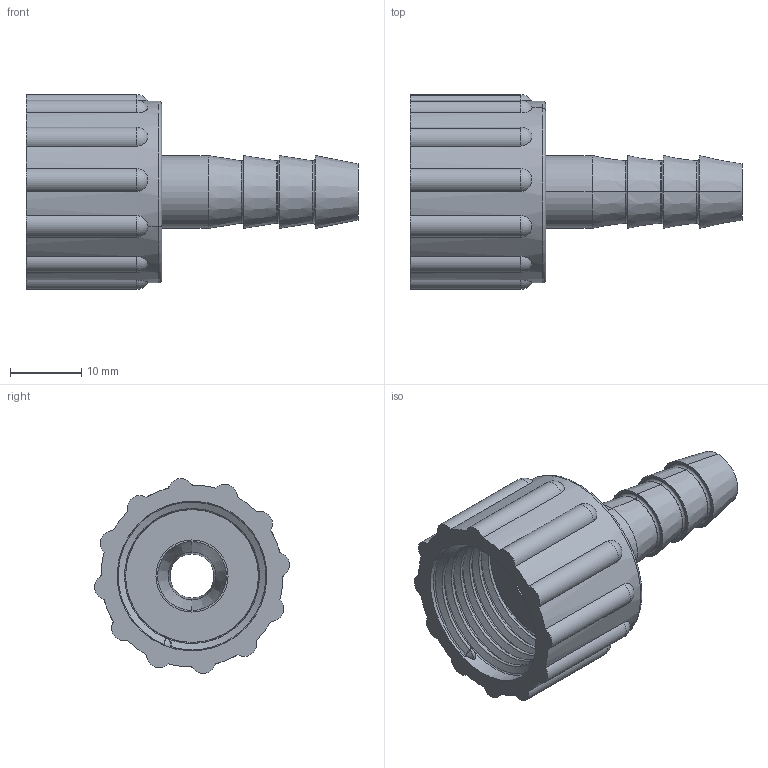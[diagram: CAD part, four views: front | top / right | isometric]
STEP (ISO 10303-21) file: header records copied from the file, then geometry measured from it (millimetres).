
FILE_DESCRIPTION (( 'STEP AP203' ), '1' );
FILE_NAME ('00120_0310.STEP', '2017-05-10T13:27:16', ( '' ), ( '' ), 'SwSTEP 2.0', 'SolidWorks 2011', '' );
FILE_SCHEMA (( 'CONFIG_CONTROL_DESIGN' ));
Length unit declared in the file: millimetre
Products named in the file (4): 00120_0310; 00125_0303; 00122_0303; 00123_0310
Assembly tree (3 placements, depth 2):
  00120_0310
    00122_0303
    00123_0310
    00125_0303
Bounding box: 46.5 x 27.29 x 27.29 mm (x, y, z)
Volume: 7100.1 mm3; surface area: 6983.7 mm2
Topology: 3 solids, 3 shells, 109 faces, 274 edges, 175 vertices
Faces by surface type: cylinder 48, torus 17, cone 15, plane 12, sphere 12, bspline 5
Entity records: 7947 total; most frequent: CARTESIAN_POINT 4990, DIRECTION 556, ORIENTED_EDGE 544, EDGE_CURVE 272, AXIS2_PLACEMENT_3D 241, VERTEX_POINT 175, CIRCLE 131, EDGE_LOOP 121
